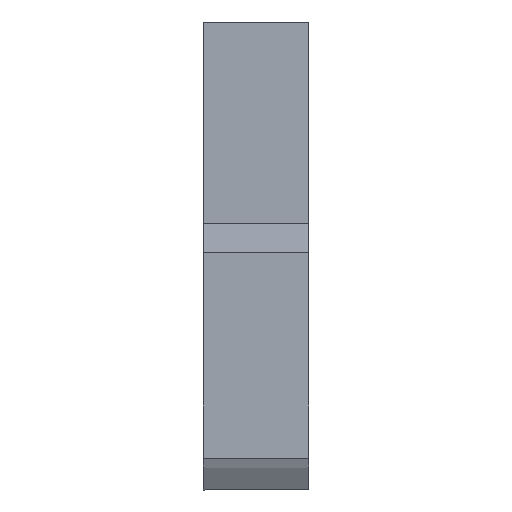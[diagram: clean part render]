
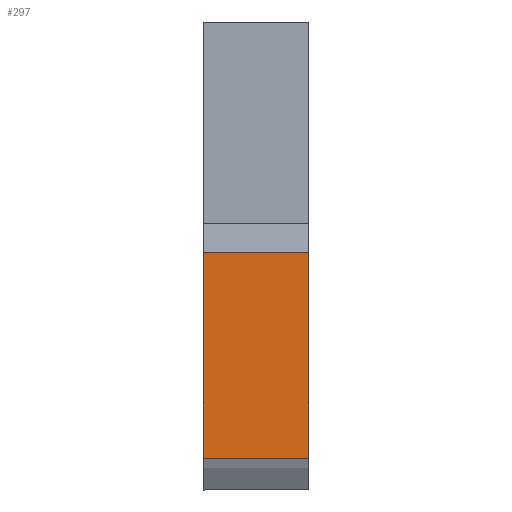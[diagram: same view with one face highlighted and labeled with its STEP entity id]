
A CAD part, front view. The second image highlights one B-rep face of the part: STEP entity #297.
In plain terms, the highlighted planar face has unit normal (0, -1, 0).
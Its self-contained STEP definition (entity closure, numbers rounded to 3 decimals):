
#297=ADVANCED_FACE('',(#743),#744,.T.);
#743=FACE_OUTER_BOUND('',#1329,.T.);
#744=PLANE('',#1330);
#1329=EDGE_LOOP('',(#2313,#2314,#2315,#2316));
#1330=AXIS2_PLACEMENT_3D('',#2317,#2318,#2319);
#2313=ORIENTED_EDGE('',*,*,#3742,.T.);
#2314=ORIENTED_EDGE('',*,*,#3940,.F.);
#2315=ORIENTED_EDGE('',*,*,#3648,.F.);
#2316=ORIENTED_EDGE('',*,*,#3934,.T.);
#2317=CARTESIAN_POINT('',(0.,0.,4.351));
#2318=DIRECTION('',(0.,-1.0,0.));
#2319=DIRECTION('',(0.,0.,1.0));
#3648=EDGE_CURVE('',#4401,#4403,#4404,.T.);
#3742=EDGE_CURVE('',#4586,#4584,#4587,.T.);
#3934=EDGE_CURVE('',#4401,#4586,#4902,.T.);
#3940=EDGE_CURVE('',#4403,#4584,#4908,.T.);
#4401=VERTEX_POINT('',#5504);
#4403=VERTEX_POINT('',#5507);
#4404=LINE('',#5508,#5509);
#4584=VERTEX_POINT('',#5770);
#4586=VERTEX_POINT('',#5773);
#4587=LINE('',#5774,#5775);
#4902=LINE('',#6248,#6249);
#4908=LINE('',#6257,#6258);
#5504=CARTESIAN_POINT('',(6.15,0.,13.8));
#5507=CARTESIAN_POINT('',(6.15,0.,1.851));
#5508=CARTESIAN_POINT('',(6.15,0.,6.));
#5509=VECTOR('',#7085,1.0);
#5770=CARTESIAN_POINT('',(0.,0.,1.851));
#5773=CARTESIAN_POINT('',(0.,0.,13.8));
#5774=CARTESIAN_POINT('',(0.,0.,6.));
#5775=VECTOR('',#7198,1.0);
#6248=CARTESIAN_POINT('',(0.,0.,13.8));
#6249=VECTOR('',#7360,1.0);
#6257=CARTESIAN_POINT('',(0.,0.,1.851));
#6258=VECTOR('',#7363,1.0);
#7085=DIRECTION('',(0.,0.,-1.0));
#7198=DIRECTION('',(0.,0.,-1.0));
#7360=DIRECTION('',(-1.0,0.,0.));
#7363=DIRECTION('',(-1.0,0.,0.));
